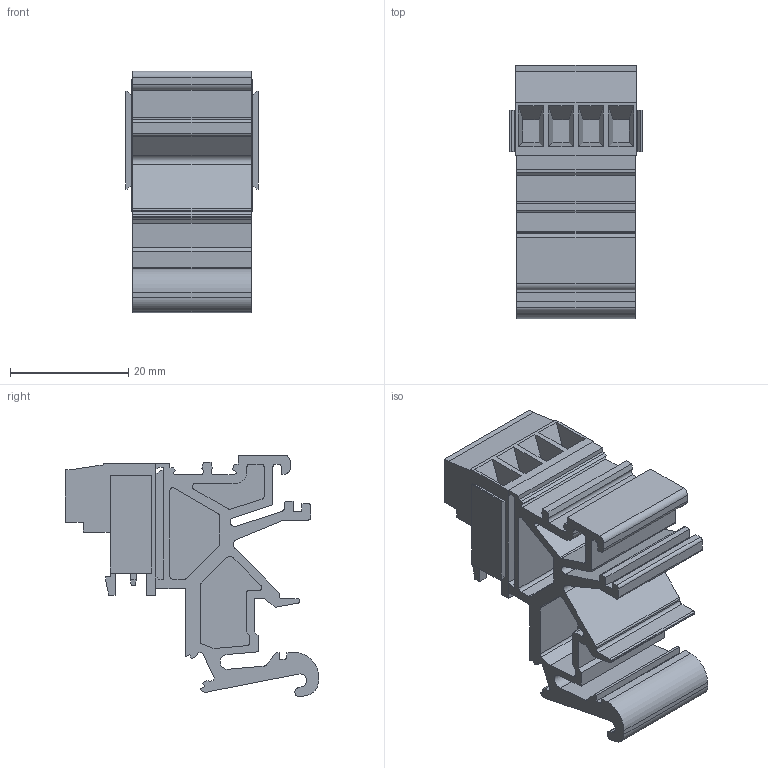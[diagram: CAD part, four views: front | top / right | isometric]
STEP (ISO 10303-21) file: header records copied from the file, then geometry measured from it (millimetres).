
FILE_DESCRIPTION(('CATIA V5 STEP Exchange','CAx-IF Rec.Pracs.--- Model Styling and Organization---1.2---2011-12-15'),'2;1');
FILE_NAME ('D1457440_0_1846130000_1846130000.stp','2018-11-23T07:04:07+00:00',('none'),('Weidmueller'),'CATIA Version 5-6 Release 2014','CATIA V5 STEP AP214','none');
FILE_SCHEMA(('AUTOMOTIVE_DESIGN { 1 0 10303 214 1 1 1 1 }'));
Length unit declared in the file: millimetre
Products named in the file (1): 1846130000
Bounding box: 22.32 x 42.75 x 40.82 mm (x, y, z)
Volume: 11083.5 mm3; surface area: 10489.4 mm2
Topology: 5 solids, 5 shells, 341 faces, 952 edges, 626 vertices
Faces by surface type: plane 271, cylinder 70
Entity records: 10409 total; most frequent: ORIENTED_EDGE 1904, CARTESIAN_POINT 1876, DIRECTION 1498, EDGE_CURVE 952, VECTOR 796, LINE 796, VERTEX_POINT 626, AXIS2_PLACEMENT_3D 422
